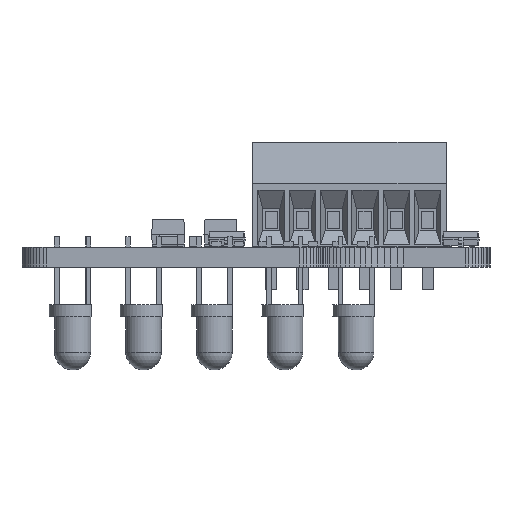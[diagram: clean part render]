
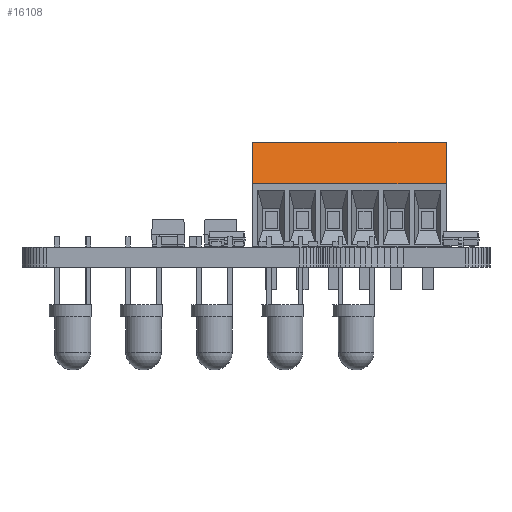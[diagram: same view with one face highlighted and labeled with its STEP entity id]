
A CAD part, front view. The second image highlights one B-rep face of the part: STEP entity #16108.
In plain terms, the highlighted planar face has unit normal (0, -0.966, 0.259).
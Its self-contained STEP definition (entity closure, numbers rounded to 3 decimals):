
#11840 = PLANE('',#11841);
#11841 = AXIS2_PLACEMENT_3D('',#11842,#11843,#11844);
#11842 = CARTESIAN_POINT('',(14.2,0.,4.25));
#11843 = DIRECTION('',(1.,0.,0.));
#11844 = DIRECTION('',(0.,0.,1.));
#11894 = PLANE('',#11895);
#11895 = AXIS2_PLACEMENT_3D('',#11896,#11897,#11898);
#11896 = CARTESIAN_POINT('',(-1.5,0.,4.25));
#11897 = DIRECTION('',(1.,0.,0.));
#11898 = DIRECTION('',(0.,0.,1.));
#12632 = PLANE('',#12633);
#12633 = AXIS2_PLACEMENT_3D('',#12634,#12635,#12636);
#12634 = CARTESIAN_POINT('',(-1.5,-2.36,5.1));
#12635 = DIRECTION('',(0.,0.,-1.));
#12636 = DIRECTION('',(0.,-1.,0.));
#13354 = VERTEX_POINT('',#13355);
#13355 = CARTESIAN_POINT('',(-1.5,-2.36,5.1));
#13430 = VERTEX_POINT('',#13431);
#13431 = CARTESIAN_POINT('',(-1.5,-1.45,8.5));
#13445 = PLANE('',#13446);
#13446 = AXIS2_PLACEMENT_3D('',#13447,#13448,#13449);
#13447 = CARTESIAN_POINT('',(-1.5,3.1,8.5));
#13448 = DIRECTION('',(0.,0.,-1.));
#13449 = DIRECTION('',(0.,-1.,0.));
#13457 = EDGE_CURVE('',#13430,#13354,#13458,.T.);
#13458 = SURFACE_CURVE('',#13459,(#13463,#13470),.PCURVE_S1.);
#13459 = LINE('',#13460,#13461);
#13460 = CARTESIAN_POINT('',(-1.5,-1.45,8.5));
#13461 = VECTOR('',#13462,1.);
#13462 = DIRECTION('',(0.,-0.259,-0.966));
#13463 = PCURVE('',#11894,#13464);
#13464 = DEFINITIONAL_REPRESENTATION('',(#13465),#13469);
#13465 = LINE('',#13466,#13467);
#13466 = CARTESIAN_POINT('',(4.25,1.45));
#13467 = VECTOR('',#13468,1.);
#13468 = DIRECTION('',(-0.966,0.259));
#13469 = ( GEOMETRIC_REPRESENTATION_CONTEXT(2) 
PARAMETRIC_REPRESENTATION_CONTEXT() REPRESENTATION_CONTEXT('2D SPACE',''
  ) );
#13470 = PCURVE('',#13471,#13476);
#13471 = PLANE('',#13472);
#13472 = AXIS2_PLACEMENT_3D('',#13473,#13474,#13475);
#13473 = CARTESIAN_POINT('',(-1.5,-1.45,8.5));
#13474 = DIRECTION('',(0.,0.966,-0.259));
#13475 = DIRECTION('',(0.,-0.259,-0.966));
#13476 = DEFINITIONAL_REPRESENTATION('',(#13477),#13481);
#13477 = LINE('',#13478,#13479);
#13478 = CARTESIAN_POINT('',(0.,0.));
#13479 = VECTOR('',#13480,1.);
#13480 = DIRECTION('',(1.,0.));
#13481 = ( GEOMETRIC_REPRESENTATION_CONTEXT(2) 
PARAMETRIC_REPRESENTATION_CONTEXT() REPRESENTATION_CONTEXT('2D SPACE',''
  ) );
#13487 = VERTEX_POINT('',#13488);
#13488 = CARTESIAN_POINT('',(14.2,-2.36,5.1));
#13558 = VERTEX_POINT('',#13559);
#13559 = CARTESIAN_POINT('',(14.2,-1.45,8.5));
#13580 = EDGE_CURVE('',#13558,#13487,#13581,.T.);
#13581 = SURFACE_CURVE('',#13582,(#13586,#13593),.PCURVE_S1.);
#13582 = LINE('',#13583,#13584);
#13583 = CARTESIAN_POINT('',(14.2,-1.45,8.5));
#13584 = VECTOR('',#13585,1.);
#13585 = DIRECTION('',(0.,-0.259,-0.966));
#13586 = PCURVE('',#11840,#13587);
#13587 = DEFINITIONAL_REPRESENTATION('',(#13588),#13592);
#13588 = LINE('',#13589,#13590);
#13589 = CARTESIAN_POINT('',(4.25,1.45));
#13590 = VECTOR('',#13591,1.);
#13591 = DIRECTION('',(-0.966,0.259));
#13592 = ( GEOMETRIC_REPRESENTATION_CONTEXT(2) 
PARAMETRIC_REPRESENTATION_CONTEXT() REPRESENTATION_CONTEXT('2D SPACE',''
  ) );
#13593 = PCURVE('',#13471,#13594);
#13594 = DEFINITIONAL_REPRESENTATION('',(#13595),#13599);
#13595 = LINE('',#13596,#13597);
#13596 = CARTESIAN_POINT('',(0.,-15.7));
#13597 = VECTOR('',#13598,1.);
#13598 = DIRECTION('',(1.,0.));
#13599 = ( GEOMETRIC_REPRESENTATION_CONTEXT(2) 
PARAMETRIC_REPRESENTATION_CONTEXT() REPRESENTATION_CONTEXT('2D SPACE',''
  ) );
#14837 = EDGE_CURVE('',#13354,#13487,#14838,.T.);
#14838 = SURFACE_CURVE('',#14839,(#14843,#14850),.PCURVE_S1.);
#14839 = LINE('',#14840,#14841);
#14840 = CARTESIAN_POINT('',(-1.5,-2.36,5.1));
#14841 = VECTOR('',#14842,1.);
#14842 = DIRECTION('',(1.,0.,0.));
#14843 = PCURVE('',#12632,#14844);
#14844 = DEFINITIONAL_REPRESENTATION('',(#14845),#14849);
#14845 = LINE('',#14846,#14847);
#14846 = CARTESIAN_POINT('',(0.,-0.));
#14847 = VECTOR('',#14848,1.);
#14848 = DIRECTION('',(0.,-1.));
#14849 = ( GEOMETRIC_REPRESENTATION_CONTEXT(2) 
PARAMETRIC_REPRESENTATION_CONTEXT() REPRESENTATION_CONTEXT('2D SPACE',''
  ) );
#14850 = PCURVE('',#13471,#14851);
#14851 = DEFINITIONAL_REPRESENTATION('',(#14852),#14856);
#14852 = LINE('',#14853,#14854);
#14853 = CARTESIAN_POINT('',(3.52,0.));
#14854 = VECTOR('',#14855,1.);
#14855 = DIRECTION('',(0.,-1.));
#14856 = ( GEOMETRIC_REPRESENTATION_CONTEXT(2) 
PARAMETRIC_REPRESENTATION_CONTEXT() REPRESENTATION_CONTEXT('2D SPACE',''
  ) );
#16108 = ADVANCED_FACE('',(#16109),#13471,.F.);
#16109 = FACE_BOUND('',#16110,.F.);
#16110 = EDGE_LOOP('',(#16111,#16132,#16133,#16134));
#16111 = ORIENTED_EDGE('',*,*,#16112,.T.);
#16112 = EDGE_CURVE('',#13430,#13558,#16113,.T.);
#16113 = SURFACE_CURVE('',#16114,(#16118,#16125),.PCURVE_S1.);
#16114 = LINE('',#16115,#16116);
#16115 = CARTESIAN_POINT('',(-1.5,-1.45,8.5));
#16116 = VECTOR('',#16117,1.);
#16117 = DIRECTION('',(1.,0.,0.));
#16118 = PCURVE('',#13471,#16119);
#16119 = DEFINITIONAL_REPRESENTATION('',(#16120),#16124);
#16120 = LINE('',#16121,#16122);
#16121 = CARTESIAN_POINT('',(0.,0.));
#16122 = VECTOR('',#16123,1.);
#16123 = DIRECTION('',(0.,-1.));
#16124 = ( GEOMETRIC_REPRESENTATION_CONTEXT(2) 
PARAMETRIC_REPRESENTATION_CONTEXT() REPRESENTATION_CONTEXT('2D SPACE',''
  ) );
#16125 = PCURVE('',#13445,#16126);
#16126 = DEFINITIONAL_REPRESENTATION('',(#16127),#16131);
#16127 = LINE('',#16128,#16129);
#16128 = CARTESIAN_POINT('',(4.55,0.));
#16129 = VECTOR('',#16130,1.);
#16130 = DIRECTION('',(0.,-1.));
#16131 = ( GEOMETRIC_REPRESENTATION_CONTEXT(2) 
PARAMETRIC_REPRESENTATION_CONTEXT() REPRESENTATION_CONTEXT('2D SPACE',''
  ) );
#16132 = ORIENTED_EDGE('',*,*,#13580,.T.);
#16133 = ORIENTED_EDGE('',*,*,#14837,.F.);
#16134 = ORIENTED_EDGE('',*,*,#13457,.F.);
